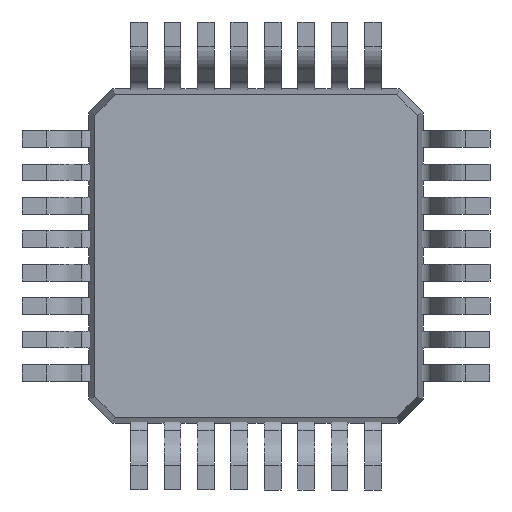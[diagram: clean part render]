
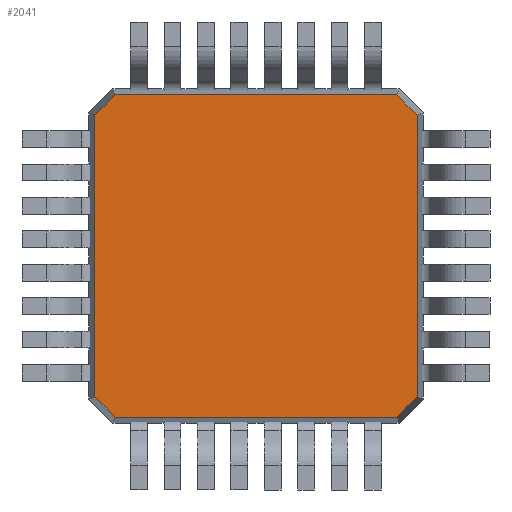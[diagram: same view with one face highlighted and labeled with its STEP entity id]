
A CAD part, front view. The second image highlights one B-rep face of the part: STEP entity #2041.
In plain terms, the highlighted planar face has unit normal (0, -1, 0).
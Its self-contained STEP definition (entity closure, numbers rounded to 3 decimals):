
#1308 = CARTESIAN_POINT ( 'NONE',  ( 2.103, 0.2, 2.412 ) ) ;
#1309 = DIRECTION ( 'NONE',  ( 1., 0., 0. ) ) ;
#1310 = VECTOR ( 'NONE', #1309, 1000. ) ;
#1311 = CARTESIAN_POINT ( 'NONE',  ( -2.14, 0.2, 2.412 ) ) ;
#1312 = LINE ( 'NONE', #1311, #1310 ) ;
#1313 = CARTESIAN_POINT ( 'NONE',  ( -2.103, 0.2, 2.412 ) ) ;
#1634 = EDGE_CURVE ( 'NONE', #1637, #2957, #13693, .T. ) ;
#1637 = VERTEX_POINT ( 'NONE', #13689 ) ;
#1703 = VERTEX_POINT ( 'NONE', #13829 ) ;
#1705 = EDGE_CURVE ( 'NONE', #1703, #1706, #13828, .T. ) ;
#1706 = VERTEX_POINT ( 'NONE', #13824 ) ;
#1846 = VERTEX_POINT ( 'NONE', #14100 ) ;
#1848 = EDGE_CURVE ( 'NONE', #1846, #1849, #14099, .T. ) ;
#1849 = VERTEX_POINT ( 'NONE', #14095 ) ;
#1962 = ORIENTED_EDGE ( 'NONE', *, *, #2960, .F. ) ;
#1963 = ORIENTED_EDGE ( 'NONE', *, *, #1634, .F. ) ;
#1965 = EDGE_CURVE ( 'NONE', #1849, #1637, #14288, .T. ) ;
#1973 = EDGE_CURVE ( 'NONE', #13469, #1846, #14274, .T. ) ;
#2024 = ORIENTED_EDGE ( 'NONE', *, *, #1965, .F. ) ;
#2025 = ORIENTED_EDGE ( 'NONE', *, *, #1848, .F. ) ;
#2026 = ORIENTED_EDGE ( 'NONE', *, *, #1973, .F. ) ;
#2027 = ORIENTED_EDGE ( 'NONE', *, *, #13468, .F. ) ;
#2028 = ORIENTED_EDGE ( 'NONE', *, *, #2039, .F. ) ;
#2039 = EDGE_CURVE ( 'NONE', #1706, #13467, #14418, .T. ) ;
#2041 = ADVANCED_FACE ( 'NONE', ( #14414 ), #14412, .T. ) ;
#2042 = EDGE_LOOP ( 'NONE', ( #2043, #1962, #1963, #2024, #2025, #2026, #2027, #2028 ) ) ;
#2043 = ORIENTED_EDGE ( 'NONE', *, *, #1705, .F. ) ;
#2957 = VERTEX_POINT ( 'NONE', #16916 ) ;
#2960 = EDGE_CURVE ( 'NONE', #2957, #1703, #16911, .T. ) ;
#13467 = VERTEX_POINT ( 'NONE', #1313 ) ;
#13468 = EDGE_CURVE ( 'NONE', #13467, #13469, #1312, .T. ) ;
#13469 = VERTEX_POINT ( 'NONE', #1308 ) ;
#13689 = CARTESIAN_POINT ( 'NONE',  ( 2.103, 0.2, -2.412 ) ) ;
#13690 = DIRECTION ( 'NONE',  ( -1., 0., 0. ) ) ;
#13691 = VECTOR ( 'NONE', #13690, 1000. ) ;
#13692 = CARTESIAN_POINT ( 'NONE',  ( -2.14, 0.2, -2.412 ) ) ;
#13693 = LINE ( 'NONE', #13692, #13691 ) ;
#13824 = CARTESIAN_POINT ( 'NONE',  ( -2.412, 0.2, 2.103 ) ) ;
#13825 = DIRECTION ( 'NONE',  ( 0., 0., 1. ) ) ;
#13826 = VECTOR ( 'NONE', #13825, 1000. ) ;
#13827 = CARTESIAN_POINT ( 'NONE',  ( -2.412, 0.2, 2.14 ) ) ;
#13828 = LINE ( 'NONE', #13827, #13826 ) ;
#13829 = CARTESIAN_POINT ( 'NONE',  ( -2.412, 0.2, -2.103 ) ) ;
#14095 = CARTESIAN_POINT ( 'NONE',  ( 2.412, 0.2, -2.103 ) ) ;
#14096 = DIRECTION ( 'NONE',  ( 0., 0., -1. ) ) ;
#14097 = VECTOR ( 'NONE', #14096, 1000. ) ;
#14098 = CARTESIAN_POINT ( 'NONE',  ( 2.412, 0.2, 2.14 ) ) ;
#14099 = LINE ( 'NONE', #14098, #14097 ) ;
#14100 = CARTESIAN_POINT ( 'NONE',  ( 2.412, 0.2, 2.103 ) ) ;
#14271 = DIRECTION ( 'NONE',  ( 0.707, 0., -0.707 ) ) ;
#14272 = VECTOR ( 'NONE', #14271, 1000. ) ;
#14273 = CARTESIAN_POINT ( 'NONE',  ( 2.078, 0.2, 2.438 ) ) ;
#14274 = LINE ( 'NONE', #14273, #14272 ) ;
#14285 = DIRECTION ( 'NONE',  ( -0.707, 0., -0.707 ) ) ;
#14286 = VECTOR ( 'NONE', #14285, 1000. ) ;
#14287 = CARTESIAN_POINT ( 'NONE',  ( 2.078, 0.2, -2.438 ) ) ;
#14288 = LINE ( 'NONE', #14287, #14286 ) ;
#14408 = DIRECTION ( 'NONE',  ( 0., 0., -1. ) ) ;
#14409 = DIRECTION ( 'NONE',  ( 0., -1., 0. ) ) ;
#14410 = CARTESIAN_POINT ( 'NONE',  ( -2.5, 0.2, -2.5 ) ) ;
#14411 = AXIS2_PLACEMENT_3D ( 'NONE', #14410, #14409, #14408 ) ;
#14412 = PLANE ( 'NONE',  #14411 ) ;
#14414 = FACE_OUTER_BOUND ( 'NONE', #2042, .T. ) ;
#14415 = DIRECTION ( 'NONE',  ( 0.707, 0., 0.707 ) ) ;
#14416 = VECTOR ( 'NONE', #14415, 1000. ) ;
#14417 = CARTESIAN_POINT ( 'NONE',  ( -2.438, 0.2, 2.078 ) ) ;
#14418 = LINE ( 'NONE', #14417, #14416 ) ;
#16908 = DIRECTION ( 'NONE',  ( -0.707, 0., 0.707 ) ) ;
#16909 = VECTOR ( 'NONE', #16908, 1000. ) ;
#16910 = CARTESIAN_POINT ( 'NONE',  ( -2.438, 0.2, -2.078 ) ) ;
#16911 = LINE ( 'NONE', #16910, #16909 ) ;
#16916 = CARTESIAN_POINT ( 'NONE',  ( -2.103, 0.2, -2.412 ) ) ;
